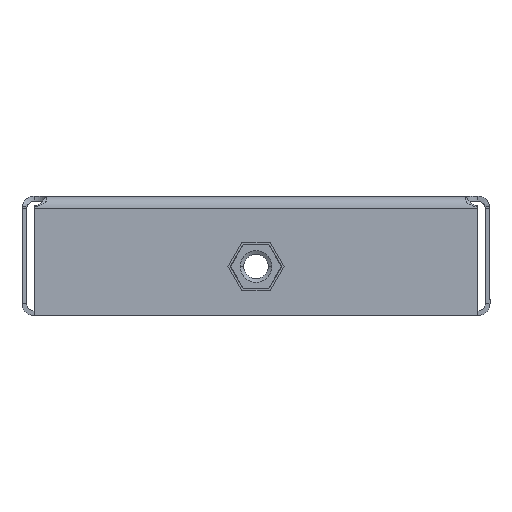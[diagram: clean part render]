
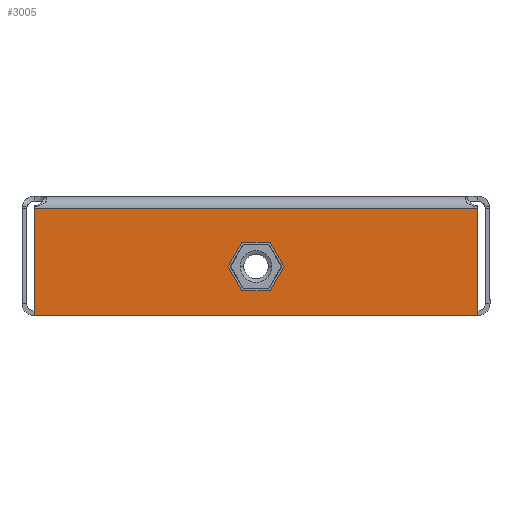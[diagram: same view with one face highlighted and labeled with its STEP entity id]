
A CAD part, left-side view. The second image highlights one B-rep face of the part: STEP entity #3005.
In plain terms, the highlighted planar face has unit normal (-1, 0, 0).
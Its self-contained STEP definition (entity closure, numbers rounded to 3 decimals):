
#805 = CARTESIAN_POINT ( 'NONE',  ( -252., -45.5, -2.5 ) ) ;
#1011 = VERTEX_POINT ( 'NONE', #9499 ) ;
#1039 = CARTESIAN_POINT ( 'NONE',  ( -252., 0., -24.5 ) ) ;
#1212 = DIRECTION ( 'NONE',  ( 0., 0.5, -0.866 ) ) ;
#1242 = CARTESIAN_POINT ( 'NONE',  ( -252., 2.656, -19. ) ) ;
#2329 = EDGE_CURVE ( 'NONE', #4832, #17301, #16405, .T. ) ;
#2585 = VERTEX_POINT ( 'NONE', #18545 ) ;
#2941 = VECTOR ( 'NONE', #16352, 1000. ) ;
#3005 = ADVANCED_FACE ( 'NONE', ( #4416, #9977 ), #17397, .F. ) ;
#3018 = ORIENTED_EDGE ( 'NONE', *, *, #11500, .T. ) ;
#3266 = VECTOR ( 'NONE', #5618, 1000. ) ;
#3763 = VERTEX_POINT ( 'NONE', #18379 ) ;
#3774 = CARTESIAN_POINT ( 'NONE',  ( -252., 0., -9.8 ) ) ;
#3847 = CARTESIAN_POINT ( 'NONE',  ( -252., -45.5, 0. ) ) ;
#4247 = DIRECTION ( 'NONE',  ( 0., 0., -1. ) ) ;
#4416 = FACE_BOUND ( 'NONE', #9181, .T. ) ;
#4445 = EDGE_CURVE ( 'NONE', #1011, #2585, #15610, .T. ) ;
#4832 = VERTEX_POINT ( 'NONE', #7278 ) ;
#4925 = CARTESIAN_POINT ( 'NONE',  ( -252., 10.219, -5.9 ) ) ;
#5260 = LINE ( 'NONE', #3847, #2941 ) ;
#5371 = EDGE_CURVE ( 'NONE', #2585, #15521, #14252, .T. ) ;
#5538 = DIRECTION ( 'NONE',  ( 0., -1., 0. ) ) ;
#5593 = CARTESIAN_POINT ( 'NONE',  ( -252., -10.219, -5.9 ) ) ;
#5618 = DIRECTION ( 'NONE',  ( 0., -0.5, -0.866 ) ) ;
#6059 = VECTOR ( 'NONE', #15273, 1000. ) ;
#6207 = CARTESIAN_POINT ( 'NONE',  ( -252., 45.5, -24.5 ) ) ;
#6661 = EDGE_CURVE ( 'NONE', #15104, #3763, #17183, .T. ) ;
#6884 = ORIENTED_EDGE ( 'NONE', *, *, #12358, .T. ) ;
#7202 = CARTESIAN_POINT ( 'NONE',  ( -252., -2.252, -1.3 ) ) ;
#7278 = CARTESIAN_POINT ( 'NONE',  ( -252., 45.5, -2.5 ) ) ;
#7396 = LINE ( 'NONE', #8544, #14351 ) ;
#8196 = EDGE_CURVE ( 'NONE', #15521, #10081, #16104, .T. ) ;
#8544 = CARTESIAN_POINT ( 'NONE',  ( -252., 45.5, 0. ) ) ;
#8648 = VECTOR ( 'NONE', #5538, 1000. ) ;
#8790 = ORIENTED_EDGE ( 'NONE', *, *, #4445, .T. ) ;
#9181 = EDGE_LOOP ( 'NONE', ( #12466, #15174, #6884, #14141, #16800, #8790 ) ) ;
#9462 = EDGE_CURVE ( 'NONE', #16627, #11148, #10454, .T. ) ;
#9499 = CARTESIAN_POINT ( 'NONE',  ( -252., -2.656, -9.8 ) ) ;
#9977 = FACE_OUTER_BOUND ( 'NONE', #13414, .T. ) ;
#10081 = VERTEX_POINT ( 'NONE', #1242 ) ;
#10197 = CARTESIAN_POINT ( 'NONE',  ( -252., 0., -19. ) ) ;
#10454 = LINE ( 'NONE', #7202, #17892 ) ;
#11148 = VERTEX_POINT ( 'NONE', #11698 ) ;
#11500 = EDGE_CURVE ( 'NONE', #3763, #17301, #5260, .T. ) ;
#11698 = CARTESIAN_POINT ( 'NONE',  ( -252., 2.656, -9.8 ) ) ;
#11783 = DIRECTION ( 'NONE',  ( 0., -0.5, 0.866 ) ) ;
#12041 = ORIENTED_EDGE ( 'NONE', *, *, #6661, .T. ) ;
#12358 = EDGE_CURVE ( 'NONE', #10081, #16627, #17796, .T. ) ;
#12466 = ORIENTED_EDGE ( 'NONE', *, *, #5371, .T. ) ;
#12612 = LINE ( 'NONE', #3774, #8648 ) ;
#12692 = VECTOR ( 'NONE', #15932, 1000. ) ;
#13062 = ORIENTED_EDGE ( 'NONE', *, *, #16532, .T. ) ;
#13151 = CARTESIAN_POINT ( 'NONE',  ( -252., -2.656, -19. ) ) ;
#13414 = EDGE_LOOP ( 'NONE', ( #14933, #13062, #12041, #3018 ) ) ;
#13672 = VECTOR ( 'NONE', #13995, 1000. ) ;
#13995 = DIRECTION ( 'NONE',  ( 0., -1., 0. ) ) ;
#14141 = ORIENTED_EDGE ( 'NONE', *, *, #9462, .T. ) ;
#14235 = CARTESIAN_POINT ( 'NONE',  ( -252., -45.5, -2.5 ) ) ;
#14252 = LINE ( 'NONE', #5593, #17410 ) ;
#14351 = VECTOR ( 'NONE', #15870, 1000. ) ;
#14933 = ORIENTED_EDGE ( 'NONE', *, *, #2329, .F. ) ;
#14988 = VECTOR ( 'NONE', #16400, 1000. ) ;
#15104 = VERTEX_POINT ( 'NONE', #6207 ) ;
#15174 = ORIENTED_EDGE ( 'NONE', *, *, #8196, .T. ) ;
#15273 = DIRECTION ( 'NONE',  ( 0., -1., 0. ) ) ;
#15506 = CARTESIAN_POINT ( 'NONE',  ( -252., 2.252, -1.3 ) ) ;
#15521 = VERTEX_POINT ( 'NONE', #13151 ) ;
#15610 = LINE ( 'NONE', #15506, #3266 ) ;
#15708 = DIRECTION ( 'NONE',  ( 1., 0., 0. ) ) ;
#15848 = AXIS2_PLACEMENT_3D ( 'NONE', #17482, #15708, #4247 ) ;
#15870 = DIRECTION ( 'NONE',  ( 0., 0., -1. ) ) ;
#15932 = DIRECTION ( 'NONE',  ( 0., 1., 0. ) ) ;
#16104 = LINE ( 'NONE', #10197, #12692 ) ;
#16148 = CARTESIAN_POINT ( 'NONE',  ( -252., 5.312, -14.4 ) ) ;
#16352 = DIRECTION ( 'NONE',  ( 0., 0., 1. ) ) ;
#16372 = EDGE_CURVE ( 'NONE', #11148, #1011, #12612, .T. ) ;
#16400 = DIRECTION ( 'NONE',  ( 0., 0.5, 0.866 ) ) ;
#16405 = LINE ( 'NONE', #805, #6059 ) ;
#16532 = EDGE_CURVE ( 'NONE', #4832, #15104, #7396, .T. ) ;
#16627 = VERTEX_POINT ( 'NONE', #16148 ) ;
#16800 = ORIENTED_EDGE ( 'NONE', *, *, #16372, .T. ) ;
#17183 = LINE ( 'NONE', #1039, #13672 ) ;
#17301 = VERTEX_POINT ( 'NONE', #14235 ) ;
#17397 = PLANE ( 'NONE',  #15848 ) ;
#17410 = VECTOR ( 'NONE', #1212, 1000. ) ;
#17482 = CARTESIAN_POINT ( 'NONE',  ( -252., 0., 0. ) ) ;
#17796 = LINE ( 'NONE', #4925, #14988 ) ;
#17892 = VECTOR ( 'NONE', #11783, 1000. ) ;
#18379 = CARTESIAN_POINT ( 'NONE',  ( -252., -45.5, -24.5 ) ) ;
#18545 = CARTESIAN_POINT ( 'NONE',  ( -252., -5.312, -14.4 ) ) ;
